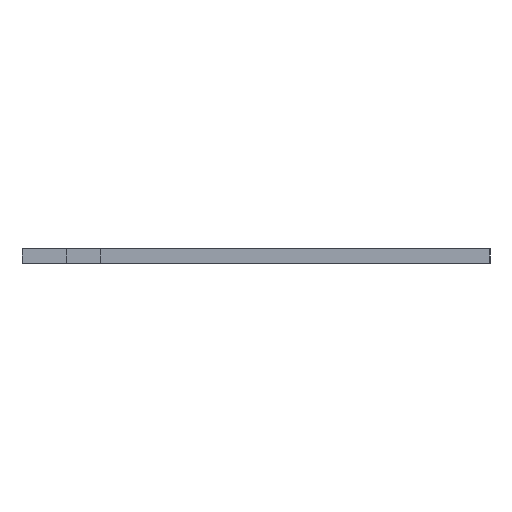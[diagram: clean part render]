
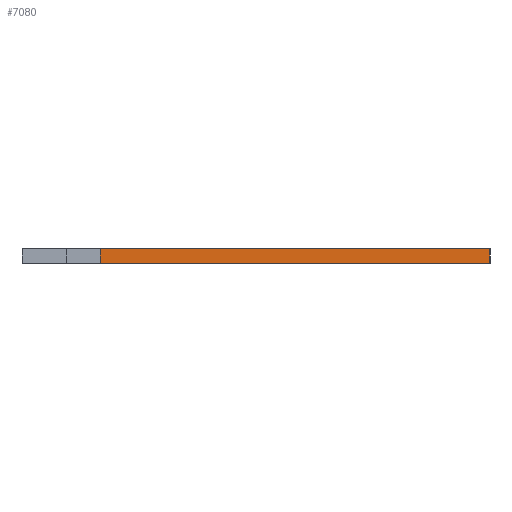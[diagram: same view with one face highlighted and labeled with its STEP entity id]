
A CAD part, left-side view. The second image highlights one B-rep face of the part: STEP entity #7080.
In plain terms, the highlighted planar face has unit normal (-1, 0, 0).
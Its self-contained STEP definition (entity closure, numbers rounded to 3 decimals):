
#83 = PLANE('',#84);
#84 = AXIS2_PLACEMENT_3D('',#85,#86,#87);
#85 = CARTESIAN_POINT('',(147.456,-104.943,1.6));
#86 = DIRECTION('',(-0.,-0.,-1.));
#87 = DIRECTION('',(-1.,0.,0.));
#137 = PLANE('',#138);
#138 = AXIS2_PLACEMENT_3D('',#139,#140,#141);
#139 = CARTESIAN_POINT('',(147.456,-104.943,0.));
#140 = DIRECTION('',(-0.,-0.,-1.));
#141 = DIRECTION('',(-1.,0.,0.));
#442 = VERTEX_POINT('',#443);
#443 = CARTESIAN_POINT('',(114.211,-131.674,0.));
#457 = PLANE('',#458);
#458 = AXIS2_PLACEMENT_3D('',#459,#460,#461);
#459 = CARTESIAN_POINT('',(180.251,-131.674,0.));
#460 = DIRECTION('',(0.,-1.,0.));
#461 = DIRECTION('',(-1.,0.,0.));
#469 = EDGE_CURVE('',#442,#470,#472,.T.);
#470 = VERTEX_POINT('',#471);
#471 = CARTESIAN_POINT('',(114.211,-87.224,0.));
#472 = SURFACE_CURVE('',#473,(#477,#484),.PCURVE_S1.);
#473 = LINE('',#474,#475);
#474 = CARTESIAN_POINT('',(114.211,-131.674,0.));
#475 = VECTOR('',#476,1.);
#476 = DIRECTION('',(0.,1.,0.));
#477 = PCURVE('',#137,#478);
#478 = DEFINITIONAL_REPRESENTATION('',(#479),#483);
#479 = LINE('',#480,#481);
#480 = CARTESIAN_POINT('',(33.245,-26.731));
#481 = VECTOR('',#482,1.);
#482 = DIRECTION('',(0.,1.));
#483 = ( GEOMETRIC_REPRESENTATION_CONTEXT(2) 
PARAMETRIC_REPRESENTATION_CONTEXT() REPRESENTATION_CONTEXT('2D SPACE',''
  ) );
#484 = PCURVE('',#485,#490);
#485 = PLANE('',#486);
#486 = AXIS2_PLACEMENT_3D('',#487,#488,#489);
#487 = CARTESIAN_POINT('',(114.211,-131.674,0.));
#488 = DIRECTION('',(-1.,0.,0.));
#489 = DIRECTION('',(0.,1.,0.));
#490 = DEFINITIONAL_REPRESENTATION('',(#491),#495);
#491 = LINE('',#492,#493);
#492 = CARTESIAN_POINT('',(0.,0.));
#493 = VECTOR('',#494,1.);
#494 = DIRECTION('',(1.,0.));
#495 = ( GEOMETRIC_REPRESENTATION_CONTEXT(2) 
PARAMETRIC_REPRESENTATION_CONTEXT() REPRESENTATION_CONTEXT('2D SPACE',''
  ) );
#513 = PLANE('',#514);
#514 = AXIS2_PLACEMENT_3D('',#515,#516,#517);
#515 = CARTESIAN_POINT('',(114.211,-87.224,0.));
#516 = DIRECTION('',(0.,1.,0.));
#517 = DIRECTION('',(1.,0.,0.));
#3986 = VERTEX_POINT('',#3987);
#3987 = CARTESIAN_POINT('',(114.211,-131.674,1.6));
#4008 = EDGE_CURVE('',#3986,#4009,#4011,.T.);
#4009 = VERTEX_POINT('',#4010);
#4010 = CARTESIAN_POINT('',(114.211,-87.224,1.6));
#4011 = SURFACE_CURVE('',#4012,(#4016,#4023),.PCURVE_S1.);
#4012 = LINE('',#4013,#4014);
#4013 = CARTESIAN_POINT('',(114.211,-131.674,1.6));
#4014 = VECTOR('',#4015,1.);
#4015 = DIRECTION('',(0.,1.,0.));
#4016 = PCURVE('',#83,#4017);
#4017 = DEFINITIONAL_REPRESENTATION('',(#4018),#4022);
#4018 = LINE('',#4019,#4020);
#4019 = CARTESIAN_POINT('',(33.245,-26.731));
#4020 = VECTOR('',#4021,1.);
#4021 = DIRECTION('',(0.,1.));
#4022 = ( GEOMETRIC_REPRESENTATION_CONTEXT(2) 
PARAMETRIC_REPRESENTATION_CONTEXT() REPRESENTATION_CONTEXT('2D SPACE',''
  ) );
#4023 = PCURVE('',#485,#4024);
#4024 = DEFINITIONAL_REPRESENTATION('',(#4025),#4029);
#4025 = LINE('',#4026,#4027);
#4026 = CARTESIAN_POINT('',(0.,-1.6));
#4027 = VECTOR('',#4028,1.);
#4028 = DIRECTION('',(1.,0.));
#4029 = ( GEOMETRIC_REPRESENTATION_CONTEXT(2) 
PARAMETRIC_REPRESENTATION_CONTEXT() REPRESENTATION_CONTEXT('2D SPACE',''
  ) );
#7030 = EDGE_CURVE('',#470,#4009,#7031,.T.);
#7031 = SURFACE_CURVE('',#7032,(#7036,#7043),.PCURVE_S1.);
#7032 = LINE('',#7033,#7034);
#7033 = CARTESIAN_POINT('',(114.211,-87.224,0.));
#7034 = VECTOR('',#7035,1.);
#7035 = DIRECTION('',(0.,0.,1.));
#7036 = PCURVE('',#513,#7037);
#7037 = DEFINITIONAL_REPRESENTATION('',(#7038),#7042);
#7038 = LINE('',#7039,#7040);
#7039 = CARTESIAN_POINT('',(0.,0.));
#7040 = VECTOR('',#7041,1.);
#7041 = DIRECTION('',(0.,-1.));
#7042 = ( GEOMETRIC_REPRESENTATION_CONTEXT(2) 
PARAMETRIC_REPRESENTATION_CONTEXT() REPRESENTATION_CONTEXT('2D SPACE',''
  ) );
#7043 = PCURVE('',#485,#7044);
#7044 = DEFINITIONAL_REPRESENTATION('',(#7045),#7049);
#7045 = LINE('',#7046,#7047);
#7046 = CARTESIAN_POINT('',(44.45,0.));
#7047 = VECTOR('',#7048,1.);
#7048 = DIRECTION('',(0.,-1.));
#7049 = ( GEOMETRIC_REPRESENTATION_CONTEXT(2) 
PARAMETRIC_REPRESENTATION_CONTEXT() REPRESENTATION_CONTEXT('2D SPACE',''
  ) );
#7080 = ADVANCED_FACE('',(#7081),#485,.T.);
#7081 = FACE_BOUND('',#7082,.T.);
#7082 = EDGE_LOOP('',(#7083,#7104,#7105,#7106));
#7083 = ORIENTED_EDGE('',*,*,#7084,.T.);
#7084 = EDGE_CURVE('',#442,#3986,#7085,.T.);
#7085 = SURFACE_CURVE('',#7086,(#7090,#7097),.PCURVE_S1.);
#7086 = LINE('',#7087,#7088);
#7087 = CARTESIAN_POINT('',(114.211,-131.674,0.));
#7088 = VECTOR('',#7089,1.);
#7089 = DIRECTION('',(0.,0.,1.));
#7090 = PCURVE('',#485,#7091);
#7091 = DEFINITIONAL_REPRESENTATION('',(#7092),#7096);
#7092 = LINE('',#7093,#7094);
#7093 = CARTESIAN_POINT('',(0.,0.));
#7094 = VECTOR('',#7095,1.);
#7095 = DIRECTION('',(0.,-1.));
#7096 = ( GEOMETRIC_REPRESENTATION_CONTEXT(2) 
PARAMETRIC_REPRESENTATION_CONTEXT() REPRESENTATION_CONTEXT('2D SPACE',''
  ) );
#7097 = PCURVE('',#457,#7098);
#7098 = DEFINITIONAL_REPRESENTATION('',(#7099),#7103);
#7099 = LINE('',#7100,#7101);
#7100 = CARTESIAN_POINT('',(66.04,0.));
#7101 = VECTOR('',#7102,1.);
#7102 = DIRECTION('',(0.,-1.));
#7103 = ( GEOMETRIC_REPRESENTATION_CONTEXT(2) 
PARAMETRIC_REPRESENTATION_CONTEXT() REPRESENTATION_CONTEXT('2D SPACE',''
  ) );
#7104 = ORIENTED_EDGE('',*,*,#4008,.T.);
#7105 = ORIENTED_EDGE('',*,*,#7030,.F.);
#7106 = ORIENTED_EDGE('',*,*,#469,.F.);
